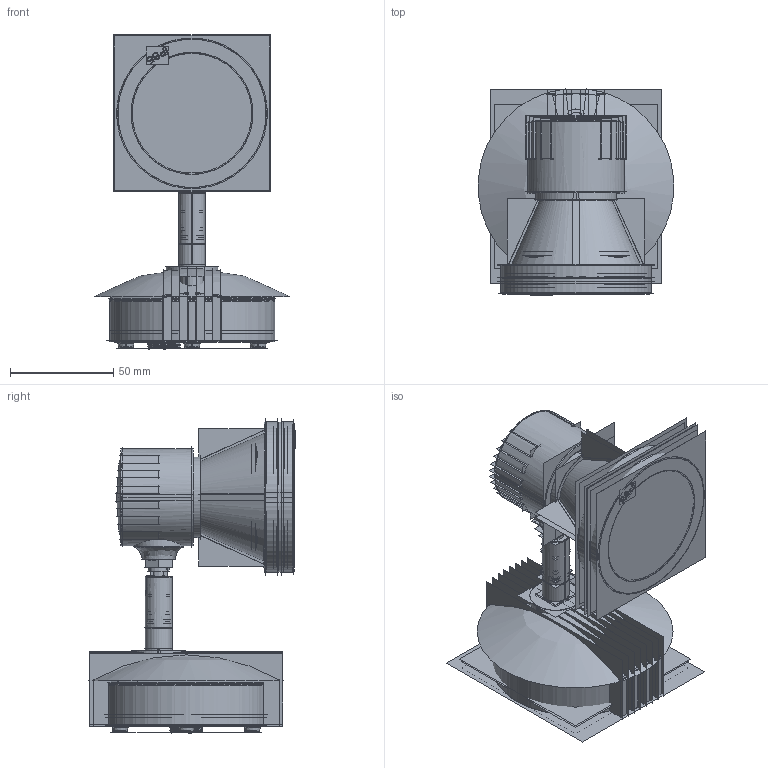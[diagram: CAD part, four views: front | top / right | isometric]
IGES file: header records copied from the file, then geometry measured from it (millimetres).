
Start section:  PTC IGES file: xfst102_asm.igs
Global section: file name: xfst102_asm.igs; native system: Pro/ENGINEER by Parametric Technology Corporation; preprocessor: 2009060; author: Administrator; organization: Unknown; date: 20170426.103850; units: millimetre
Bounding box: 94.61 x 100.02 x 152.19 mm (x, y, z)
Volume: 226331 mm3; surface area: 1482179.7 mm2
Topology: 32 solids, 40 shells, 4876 faces, 26714 edges, 34888 vertices
Faces by surface type: bspline 2458, revolution 2418
